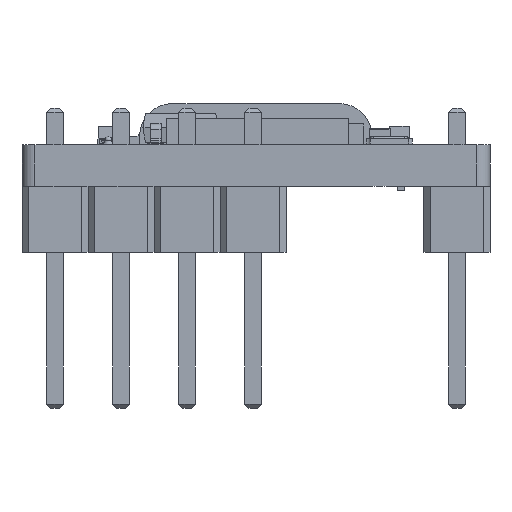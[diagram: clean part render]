
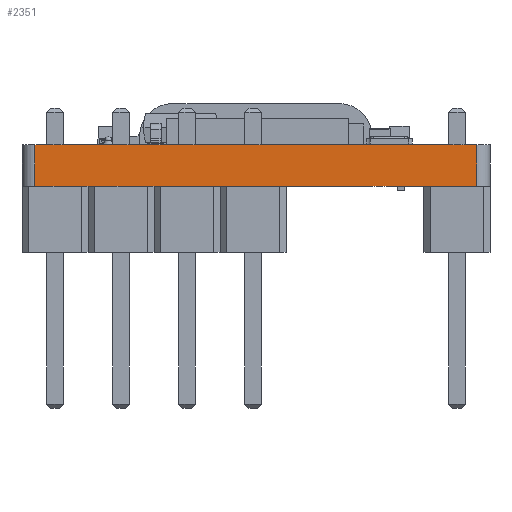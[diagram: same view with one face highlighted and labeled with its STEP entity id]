
A CAD part, front view. The second image highlights one B-rep face of the part: STEP entity #2351.
In plain terms, the highlighted planar face has unit normal (0, -1, 0).
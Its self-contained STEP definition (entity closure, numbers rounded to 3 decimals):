
#999=CARTESIAN_POINT('',(8.5,-16.5,0.));
#1000=VERTEX_POINT('',#999);
#1008=CARTESIAN_POINT('',(-8.5,-16.5,0.));
#1009=VERTEX_POINT('',#1008);
#1010=CARTESIAN_POINT('',(-8.5,-16.5,0.));
#1011=DIRECTION('',(1.,0.,-0.));
#1012=VECTOR('',#1011,17.);
#1013=LINE('',#1010,#1012);
#1014=EDGE_CURVE('',#1009,#1000,#1013,.T.);
#1335=CARTESIAN_POINT('',(-8.5,-16.5,1.6));
#1336=VERTEX_POINT('',#1335);
#1344=CARTESIAN_POINT('',(8.5,-16.5,1.6));
#1345=VERTEX_POINT('',#1344);
#1346=CARTESIAN_POINT('',(-8.5,-16.5,1.6));
#1347=DIRECTION('',(1.,-0.,-0.));
#1348=VECTOR('',#1347,17.);
#1349=LINE('',#1346,#1348);
#1350=EDGE_CURVE('',#1336,#1345,#1349,.T.);
#2330=CARTESIAN_POINT('',(0.,-16.5,0.));
#2331=DIRECTION('',(0.,-1.,0.));
#2332=DIRECTION('',(0.,0.,-1.));
#2333=AXIS2_PLACEMENT_3D('',#2330,#2331,#2332);
#2334=PLANE('',#2333);
#2335=ORIENTED_EDGE('',*,*,#1014,.T.);
#2336=CARTESIAN_POINT('',(8.5,-16.5,0.));
#2337=DIRECTION('',(-0.,-0.,1.));
#2338=VECTOR('',#2337,1.6);
#2339=LINE('',#2336,#2338);
#2340=EDGE_CURVE('',#1000,#1345,#2339,.T.);
#2341=ORIENTED_EDGE('',*,*,#2340,.T.);
#2342=ORIENTED_EDGE('',*,*,#1350,.F.);
#2343=CARTESIAN_POINT('',(-8.5,-16.5,1.6));
#2344=DIRECTION('',(0.,0.,-1.));
#2345=VECTOR('',#2344,1.6);
#2346=LINE('',#2343,#2345);
#2347=EDGE_CURVE('',#1336,#1009,#2346,.T.);
#2348=ORIENTED_EDGE('',*,*,#2347,.T.);
#2349=EDGE_LOOP('',(#2335,#2341,#2342,#2348));
#2350=FACE_BOUND('',#2349,.T.);
#2351=ADVANCED_FACE('',(#2350),#2334,.T.);
